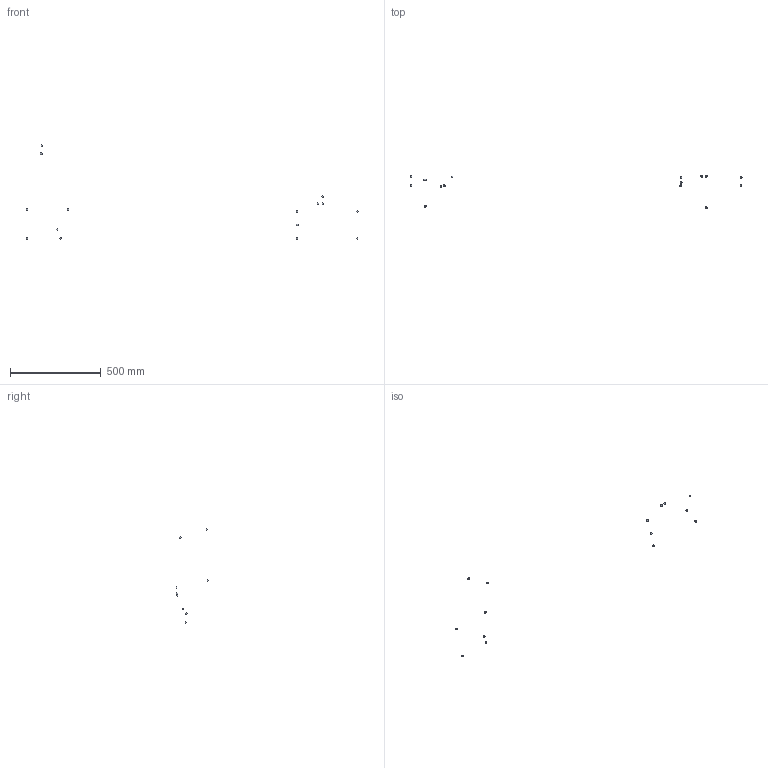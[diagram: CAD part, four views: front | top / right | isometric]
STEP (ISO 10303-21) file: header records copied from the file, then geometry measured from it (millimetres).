
FILE_DESCRIPTION(('Open CASCADE Model'),'2;1');
FILE_NAME('Open CASCADE Shape Model','2026-01-26T19:53:33',('Author'),( 'Open CASCADE'),'Open CASCADE STEP processor 7.8','Open CASCADE 7.8' ,'Unknown');
FILE_SCHEMA(('AUTOMOTIVE_DESIGN { 1 0 10303 214 1 1 1 1 }'));
Length unit declared in the file: millimetre
Products named in the file (17): Final EV2024 Assembly; Front_CHAS_LowFor; Front_CHAS_LowAft; Front_CHAS_UppFor; Front_CHAS_UppAft; Front_CHAS_TiePnt; Front_CHAS_AttPnt_L; Front_CHAS_RocAxi_L; Front_CHAS_RocPiv_L; Rear_CHAS_LowFor; Rear_CHAS_LowAft; Rear_CHAS_UppFor; Rear_CHAS_UppAft; Rear_CHAS_TiePnt; Rear_CHAS_AttPnt_L; Rear_CHAS_RocAxi_L; Rear_CHAS_RocPiv_L
Assembly tree (16 placements, depth 2):
  Final EV2024 Assembly
    Front_CHAS_LowFor
    Front_CHAS_LowAft
    Front_CHAS_UppFor
    Front_CHAS_UppAft
    Front_CHAS_TiePnt
    Front_CHAS_AttPnt_L
    Front_CHAS_RocAxi_L
    Front_CHAS_RocPiv_L
    Rear_CHAS_LowFor
    Rear_CHAS_LowAft
    Rear_CHAS_UppFor
    Rear_CHAS_UppAft
    Rear_CHAS_TiePnt
    Rear_CHAS_AttPnt_L
    Rear_CHAS_RocAxi_L
    Rear_CHAS_RocPiv_L
Bounding box: 1833.59 x 182.53 x 522.21 mm (x, y, z)
Volume: 8377.6 mm3; surface area: 5026.5 mm2
Topology: 16 solids, 16 shells, 16 faces, 48 edges, 32 vertices
Faces by surface type: sphere 16
Entity records: 496 total; most frequent: DIRECTION 66, CARTESIAN_POINT 49, PRODUCT_DEFINITION_SHAPE 33, AXIS2_PLACEMENT_3D 33, SHAPE_DEFINITION_REPRESENTATION 17, PRODUCT_DEFINITION 17, PRODUCT_DEFINITION_FORMATION 17, PRODUCT 17
